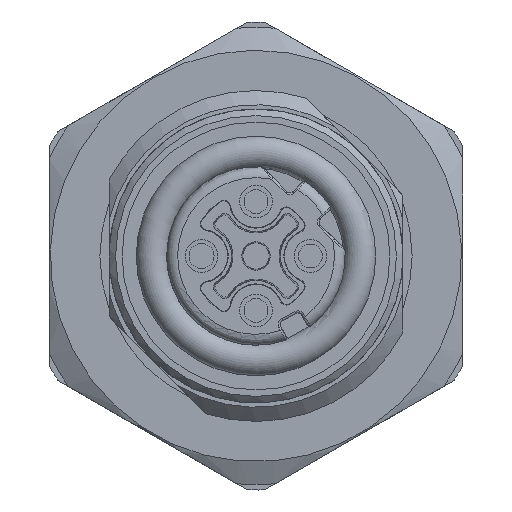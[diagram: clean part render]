
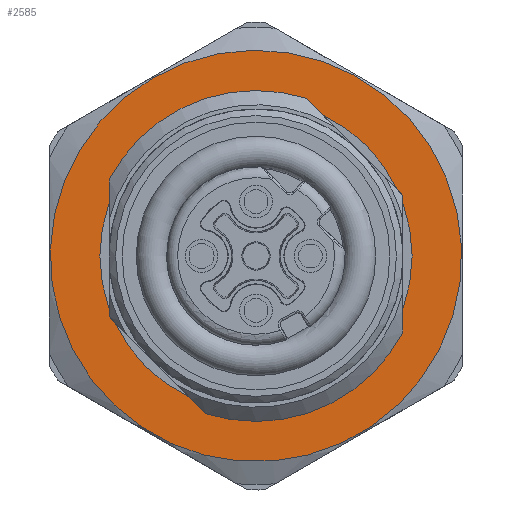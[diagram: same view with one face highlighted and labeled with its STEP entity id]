
A CAD part, front view. The second image highlights one B-rep face of the part: STEP entity #2585.
In plain terms, the highlighted planar face has unit normal (0, -1, 0).
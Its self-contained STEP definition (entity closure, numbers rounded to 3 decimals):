
#724=PLANE('',#9336);
#1526=LINE('',#17554,#1982);
#1527=LINE('',#17556,#1983);
#1528=LINE('',#17560,#1984);
#1529=LINE('',#17562,#1985);
#1530=LINE('',#17566,#1986);
#1531=LINE('',#17567,#1987);
#1532=LINE('',#17571,#1988);
#1533=LINE('',#17573,#1989);
#1982=VECTOR('',#11144,1.);
#1983=VECTOR('',#11145,1.);
#1984=VECTOR('',#11148,1.);
#1985=VECTOR('',#11149,1.);
#1986=VECTOR('',#11152,1.);
#1987=VECTOR('',#11153,1.);
#1988=VECTOR('',#11156,1.);
#1989=VECTOR('',#11157,1.);
#2585=ADVANCED_FACE('',(#2990,#2991),#724,.T.);
#2990=FACE_BOUND('',#3519,.T.);
#2991=FACE_BOUND('',#3520,.T.);
#3519=EDGE_LOOP('',(#5535));
#3520=EDGE_LOOP('',(#5536,#5537,#5538,#5539,#5540,#5541,#5542,#5543,#5544,
#5545,#5546,#5547,#5548,#5549));
#5535=ORIENTED_EDGE('',*,*,#7915,.F.);
#5536=ORIENTED_EDGE('',*,*,#7956,.F.);
#5537=ORIENTED_EDGE('',*,*,#7940,.F.);
#5538=ORIENTED_EDGE('',*,*,#7957,.T.);
#5539=ORIENTED_EDGE('',*,*,#7958,.F.);
#5540=ORIENTED_EDGE('',*,*,#7959,.T.);
#5541=ORIENTED_EDGE('',*,*,#7960,.F.);
#5542=ORIENTED_EDGE('',*,*,#7961,.F.);
#5543=ORIENTED_EDGE('',*,*,#7962,.F.);
#5544=ORIENTED_EDGE('',*,*,#7954,.F.);
#5545=ORIENTED_EDGE('',*,*,#7963,.T.);
#5546=ORIENTED_EDGE('',*,*,#7964,.F.);
#5547=ORIENTED_EDGE('',*,*,#7965,.T.);
#5548=ORIENTED_EDGE('',*,*,#7966,.F.);
#5549=ORIENTED_EDGE('',*,*,#7967,.F.);
#6774=VERTEX_POINT('',#17418);
#6794=VERTEX_POINT('',#17509);
#6795=VERTEX_POINT('',#17511);
#6803=VERTEX_POINT('',#17549);
#6804=VERTEX_POINT('',#17551);
#6805=VERTEX_POINT('',#17555);
#6806=VERTEX_POINT('',#17557);
#6807=VERTEX_POINT('',#17559);
#6808=VERTEX_POINT('',#17561);
#6809=VERTEX_POINT('',#17563);
#6810=VERTEX_POINT('',#17565);
#6811=VERTEX_POINT('',#17568);
#6812=VERTEX_POINT('',#17570);
#6813=VERTEX_POINT('',#17572);
#6814=VERTEX_POINT('',#17574);
#7915=EDGE_CURVE('',#6774,#6774,#8556,.T.);
#7940=EDGE_CURVE('',#6794,#6795,#8566,.T.);
#7954=EDGE_CURVE('',#6803,#6804,#8570,.T.);
#7956=EDGE_CURVE('',#6795,#6805,#1526,.T.);
#7957=EDGE_CURVE('',#6794,#6806,#1527,.T.);
#7958=EDGE_CURVE('',#6807,#6806,#8571,.T.);
#7959=EDGE_CURVE('',#6807,#6808,#1528,.T.);
#7960=EDGE_CURVE('',#6809,#6808,#1529,.T.);
#7961=EDGE_CURVE('',#6810,#6809,#8572,.T.);
#7962=EDGE_CURVE('',#6804,#6810,#1530,.T.);
#7963=EDGE_CURVE('',#6803,#6811,#1531,.T.);
#7964=EDGE_CURVE('',#6812,#6811,#8573,.T.);
#7965=EDGE_CURVE('',#6812,#6813,#1532,.T.);
#7966=EDGE_CURVE('',#6814,#6813,#1533,.T.);
#7967=EDGE_CURVE('',#6805,#6814,#8574,.T.);
#8556=CIRCLE('',#9306,9.45);
#8566=CIRCLE('',#9321,7.6);
#8570=CIRCLE('',#9330,7.6);
#8571=CIRCLE('',#9332,7.172);
#8572=CIRCLE('',#9333,7.172);
#8573=CIRCLE('',#9334,7.172);
#8574=CIRCLE('',#9335,7.172);
#9306=AXIS2_PLACEMENT_3D('',#17417,#11080,#11081);
#9321=AXIS2_PLACEMENT_3D('',#17510,#11115,#11116);
#9330=AXIS2_PLACEMENT_3D('',#17550,#11139,#11140);
#9332=AXIS2_PLACEMENT_3D('',#17558,#11146,#11147);
#9333=AXIS2_PLACEMENT_3D('',#17564,#11150,#11151);
#9334=AXIS2_PLACEMENT_3D('',#17569,#11154,#11155);
#9335=AXIS2_PLACEMENT_3D('',#17575,#11158,#11159);
#9336=AXIS2_PLACEMENT_3D('',#17576,#11160,#11161);
#11080=DIRECTION('',(0.,1.,0.));
#11081=DIRECTION('',(-0.5,0.,0.866));
#11115=DIRECTION('',(0.,-1.,0.));
#11116=DIRECTION('',(0.,0.,-1.));
#11139=DIRECTION('',(0.,-1.,0.));
#11140=DIRECTION('',(0.,0.,-1.));
#11144=DIRECTION('',(0.,0.,1.));
#11145=DIRECTION('',(-0.707,0.,0.707));
#11146=DIRECTION('',(0.,-1.,0.));
#11147=DIRECTION('',(0.5,0.,-0.866));
#11148=DIRECTION('',(-0.707,0.,0.707));
#11149=DIRECTION('',(0.,0.,-1.));
#11150=DIRECTION('',(0.,-1.,0.));
#11151=DIRECTION('',(0.5,0.,-0.866));
#11152=DIRECTION('',(0.,0.,-1.));
#11153=DIRECTION('',(0.707,0.,-0.707));
#11154=DIRECTION('',(0.,-1.,0.));
#11155=DIRECTION('',(0.5,0.,-0.866));
#11156=DIRECTION('',(0.707,0.,-0.707));
#11157=DIRECTION('',(0.,0.,1.));
#11158=DIRECTION('',(0.,-1.,0.));
#11159=DIRECTION('',(0.5,0.,-0.866));
#11160=DIRECTION('',(0.,-1.,0.));
#11161=DIRECTION('',(-0.5,0.,0.866));
#17417=CARTESIAN_POINT('',(50.,-26.3,0.));
#17418=CARTESIAN_POINT('',(45.275,-26.3,8.184));
#17509=CARTESIAN_POINT('',(47.697,-26.3,-7.243));
#17510=CARTESIAN_POINT('',(50.,-26.3,0.));
#17511=CARTESIAN_POINT('',(56.75,-26.3,-3.492));
#17549=CARTESIAN_POINT('',(52.303,-26.3,7.243));
#17550=CARTESIAN_POINT('',(50.,-26.3,0.));
#17551=CARTESIAN_POINT('',(43.25,-26.3,3.492));
#17554=CARTESIAN_POINT('',(56.75,-26.3,9.5));
#17555=CARTESIAN_POINT('',(56.75,-26.3,-2.424));
#17556=CARTESIAN_POINT('',(42.757,-26.3,-2.303));
#17557=CARTESIAN_POINT('',(46.941,-26.3,-6.487));
#17558=CARTESIAN_POINT('',(50.,-26.3,0.));
#17559=CARTESIAN_POINT('',(43.513,-26.3,-3.059));
#17560=CARTESIAN_POINT('',(42.757,-26.3,-2.303));
#17561=CARTESIAN_POINT('',(43.25,-26.3,-2.796));
#17562=CARTESIAN_POINT('',(43.25,-26.3,-9.5));
#17563=CARTESIAN_POINT('',(43.25,-26.3,-2.424));
#17564=CARTESIAN_POINT('',(50.,-26.3,0.));
#17565=CARTESIAN_POINT('',(43.25,-26.3,2.424));
#17566=CARTESIAN_POINT('',(43.25,-26.3,-9.5));
#17567=CARTESIAN_POINT('',(57.243,-26.3,2.303));
#17568=CARTESIAN_POINT('',(53.059,-26.3,6.487));
#17569=CARTESIAN_POINT('',(50.,-26.3,0.));
#17570=CARTESIAN_POINT('',(56.487,-26.3,3.059));
#17571=CARTESIAN_POINT('',(57.243,-26.3,2.303));
#17572=CARTESIAN_POINT('',(56.75,-26.3,2.796));
#17573=CARTESIAN_POINT('',(56.75,-26.3,9.5));
#17574=CARTESIAN_POINT('',(56.75,-26.3,2.424));
#17575=CARTESIAN_POINT('',(50.,-26.3,0.));
#17576=CARTESIAN_POINT('',(50.,-26.3,0.));
